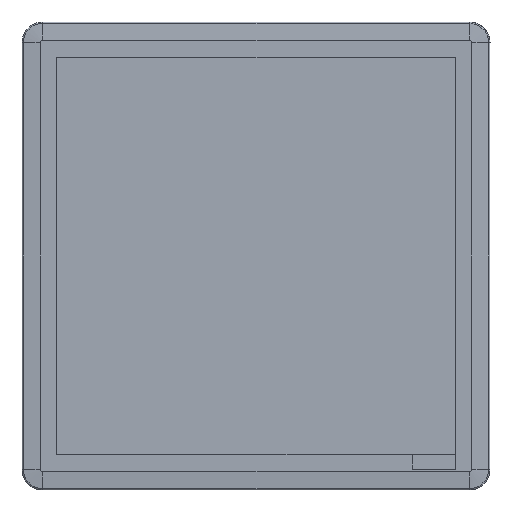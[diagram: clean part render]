
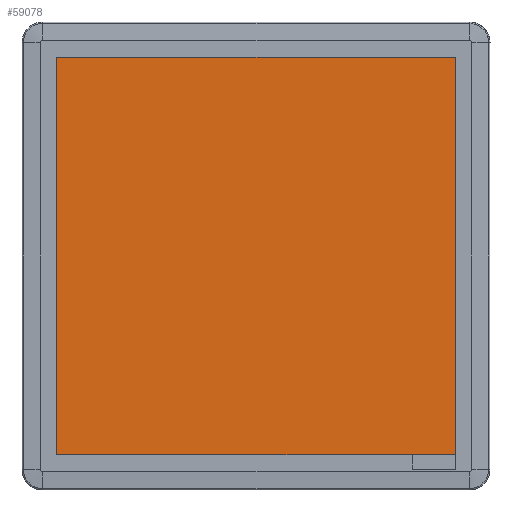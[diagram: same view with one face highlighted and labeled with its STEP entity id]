
A CAD part, front view. The second image highlights one B-rep face of the part: STEP entity #59078.
In plain terms, the highlighted planar face has unit normal (0, -1, 0).
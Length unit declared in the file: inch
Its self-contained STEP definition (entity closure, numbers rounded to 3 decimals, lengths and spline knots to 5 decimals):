
#2823 = LINE ( 'NONE', #41443, #26973 ) ;
#5307 = VERTEX_POINT ( 'NONE', #119942 ) ;
#9394 = DIRECTION ( 'NONE',  ( -1., 0., 0. ) ) ;
#10987 = CARTESIAN_POINT ( 'NONE',  ( 0.97169, 5.15184, 13.4309 ) ) ;
#11869 = EDGE_CURVE ( 'NONE', #19472, #5307, #2823, .T. ) ;
#18060 = CARTESIAN_POINT ( 'NONE',  ( 11.8772, 5.15184, 2.56476 ) ) ;
#19472 = VERTEX_POINT ( 'NONE', #67843 ) ;
#21341 = LINE ( 'NONE', #117563, #121311 ) ;
#21788 = VECTOR ( 'NONE', #100232, 39.37008 ) ;
#22015 = VERTEX_POINT ( 'NONE', #101574 ) ;
#22056 = VECTOR ( 'NONE', #97172, 39.37008 ) ;
#26973 = VECTOR ( 'NONE', #89520, 39.37008 ) ;
#35524 = LINE ( 'NONE', #10987, #39012 ) ;
#37614 = ORIENTED_EDGE ( 'NONE', *, *, #11869, .F. ) ;
#39012 = VECTOR ( 'NONE', #59085, 39.37008 ) ;
#40249 = CARTESIAN_POINT ( 'NONE',  ( 11.8772, 5.15184, 2.56476 ) ) ;
#41443 = CARTESIAN_POINT ( 'NONE',  ( 0.97169, 5.15184, 2.56476 ) ) ;
#44426 = CARTESIAN_POINT ( 'NONE',  ( 10.69609, 5.15184, 2.56476 ) ) ;
#47519 = EDGE_CURVE ( 'NONE', #22015, #57687, #123140, .T. ) ;
#54376 = EDGE_CURVE ( 'NONE', #5307, #22015, #35524, .T. ) ;
#54587 = ORIENTED_EDGE ( 'NONE', *, *, #54376, .F. ) ;
#54976 = VERTEX_POINT ( 'NONE', #44426 ) ;
#57687 = VERTEX_POINT ( 'NONE', #18060 ) ;
#59078 = ADVANCED_FACE ( 'NONE', ( #66437 ), #67952, .F. ) ;
#59085 = DIRECTION ( 'NONE',  ( 1., 0., 0. ) ) ;
#61568 = CARTESIAN_POINT ( 'NONE',  ( 0.97169, 5.15184, 2.56476 ) ) ;
#66437 = FACE_OUTER_BOUND ( 'NONE', #132128, .T. ) ;
#67843 = CARTESIAN_POINT ( 'NONE',  ( 0.97169, 5.15184, 2.56476 ) ) ;
#67952 = PLANE ( 'NONE',  #146034 ) ;
#79951 = ORIENTED_EDGE ( 'NONE', *, *, #146209, .F. ) ;
#88135 = ORIENTED_EDGE ( 'NONE', *, *, #135648, .F. ) ;
#89520 = DIRECTION ( 'NONE',  ( 0., 0., 1. ) ) ;
#93275 = CARTESIAN_POINT ( 'NONE',  ( 0.97169, 5.15184, 2.56476 ) ) ;
#97172 = DIRECTION ( 'NONE',  ( -1., 0., 0. ) ) ;
#100232 = DIRECTION ( 'NONE',  ( 0., 0., -1. ) ) ;
#101574 = CARTESIAN_POINT ( 'NONE',  ( 11.8772, 5.15184, 13.4309 ) ) ;
#102249 = ORIENTED_EDGE ( 'NONE', *, *, #47519, .F. ) ;
#104384 = DIRECTION ( 'NONE',  ( 0., 0., 1. ) ) ;
#109777 = LINE ( 'NONE', #61568, #22056 ) ;
#116216 = DIRECTION ( 'NONE',  ( 0., 1., 0. ) ) ;
#117563 = CARTESIAN_POINT ( 'NONE',  ( 0.97169, 5.15184, 2.56476 ) ) ;
#119942 = CARTESIAN_POINT ( 'NONE',  ( 0.97169, 5.15184, 13.4309 ) ) ;
#121311 = VECTOR ( 'NONE', #9394, 39.37008 ) ;
#123140 = LINE ( 'NONE', #40249, #21788 ) ;
#132128 = EDGE_LOOP ( 'NONE', ( #54587, #37614, #79951, #88135, #102249 ) ) ;
#135648 = EDGE_CURVE ( 'NONE', #57687, #54976, #109777, .T. ) ;
#146034 = AXIS2_PLACEMENT_3D ( 'NONE', #93275, #116216, #104384 ) ;
#146209 = EDGE_CURVE ( 'NONE', #54976, #19472, #21341, .T. ) ;
